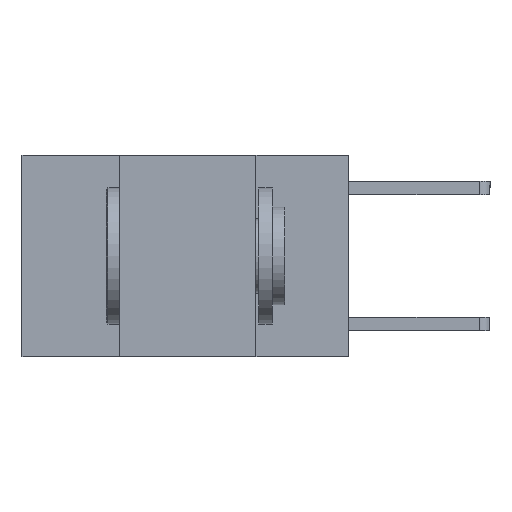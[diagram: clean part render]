
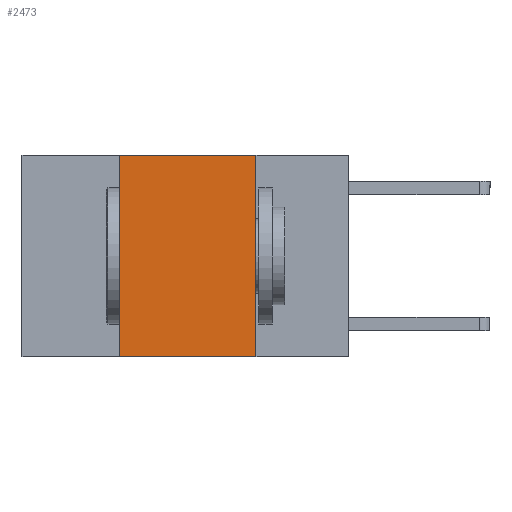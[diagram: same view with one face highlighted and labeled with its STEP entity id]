
A CAD part, left-side view. The second image highlights one B-rep face of the part: STEP entity #2473.
In plain terms, the highlighted planar face has unit normal (-1, 0, 0).
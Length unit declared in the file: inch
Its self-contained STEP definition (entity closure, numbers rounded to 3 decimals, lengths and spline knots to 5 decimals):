
#127 = PLANE ( 'NONE',  #8511 ) ;
#213 = LINE ( 'NONE', #3816, #6272 ) ;
#290 = CARTESIAN_POINT ( 'NONE',  ( 0., 0.42, -0.37 ) ) ;
#407 = DIRECTION ( 'NONE',  ( 0., 0., 1. ) ) ;
#1238 = CARTESIAN_POINT ( 'NONE',  ( 0., 0.6, -0.37 ) ) ;
#1979 = CARTESIAN_POINT ( 'NONE',  ( 0., 0.17, 0. ) ) ;
#2016 = CARTESIAN_POINT ( 'NONE',  ( 0., 0.42, 0. ) ) ;
#2092 = ORIENTED_EDGE ( 'NONE', *, *, #4801, .T. ) ;
#2473 = ADVANCED_FACE ( 'NONE', ( #4348 ), #127, .F. ) ;
#2729 = CARTESIAN_POINT ( 'NONE',  ( 0., 0.6, 0. ) ) ;
#2824 = VERTEX_POINT ( 'NONE', #7632 ) ;
#2918 = EDGE_LOOP ( 'NONE', ( #9910, #10839, #10037, #2092 ) ) ;
#3463 = EDGE_CURVE ( 'NONE', #5163, #2824, #3840, .T. ) ;
#3507 = DIRECTION ( 'NONE',  ( 1., 0., 0. ) ) ;
#3816 = CARTESIAN_POINT ( 'NONE',  ( 0., 0.6, 0. ) ) ;
#3840 = LINE ( 'NONE', #2016, #8946 ) ;
#4348 = FACE_OUTER_BOUND ( 'NONE', #2918, .T. ) ;
#4447 = DIRECTION ( 'NONE',  ( 0., 0., -1. ) ) ;
#4596 = DIRECTION ( 'NONE',  ( 0., -1., 0. ) ) ;
#4801 = EDGE_CURVE ( 'NONE', #5163, #10734, #8806, .T. ) ;
#5163 = VERTEX_POINT ( 'NONE', #290 ) ;
#5229 = LINE ( 'NONE', #1979, #9483 ) ;
#5363 = CARTESIAN_POINT ( 'NONE',  ( 0., 0.17, 0. ) ) ;
#6185 = EDGE_CURVE ( 'NONE', #8277, #10734, #5229, .T. ) ;
#6272 = VECTOR ( 'NONE', #4596, 39.37008 ) ;
#6283 = DIRECTION ( 'NONE',  ( 0., 0., -1. ) ) ;
#7632 = CARTESIAN_POINT ( 'NONE',  ( 0., 0.42, 0. ) ) ;
#8204 = CARTESIAN_POINT ( 'NONE',  ( 0., 0.17, -0.37 ) ) ;
#8277 = VERTEX_POINT ( 'NONE', #5363 ) ;
#8511 = AXIS2_PLACEMENT_3D ( 'NONE', #2729, #3507, #4447 ) ;
#8694 = EDGE_CURVE ( 'NONE', #2824, #8277, #213, .T. ) ;
#8806 = LINE ( 'NONE', #1238, #9741 ) ;
#8865 = DIRECTION ( 'NONE',  ( 0., -1., 0. ) ) ;
#8946 = VECTOR ( 'NONE', #407, 39.37008 ) ;
#9483 = VECTOR ( 'NONE', #6283, 39.37008 ) ;
#9741 = VECTOR ( 'NONE', #8865, 39.37008 ) ;
#9910 = ORIENTED_EDGE ( 'NONE', *, *, #6185, .F. ) ;
#10037 = ORIENTED_EDGE ( 'NONE', *, *, #3463, .F. ) ;
#10734 = VERTEX_POINT ( 'NONE', #8204 ) ;
#10839 = ORIENTED_EDGE ( 'NONE', *, *, #8694, .F. ) ;
